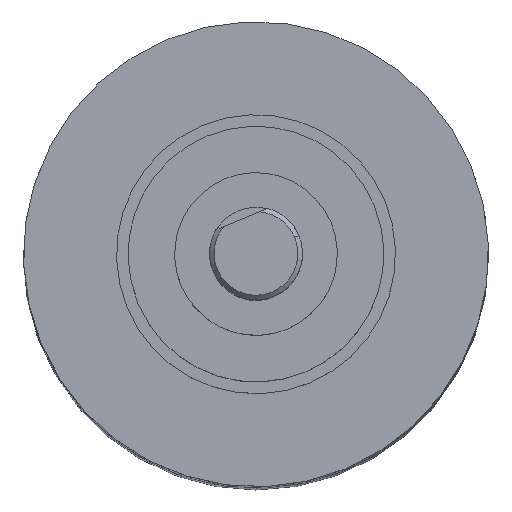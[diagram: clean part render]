
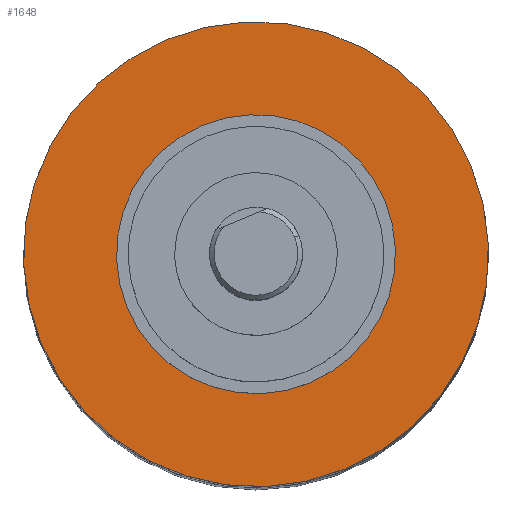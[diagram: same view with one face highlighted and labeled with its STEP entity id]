
A CAD part, top view. The second image highlights one B-rep face of the part: STEP entity #1648.
In plain terms, the highlighted planar face has unit normal (0, 0, 1).
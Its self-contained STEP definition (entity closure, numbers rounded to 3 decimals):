
#47 = CARTESIAN_POINT ( 'NONE',  ( 2.199, 19.244, 53.65 ) ) ;
#75 = VERTEX_POINT ( 'NONE', #1571 ) ;
#83 = ORIENTED_EDGE ( 'NONE', *, *, #375, .F. ) ;
#151 = DIRECTION ( 'NONE',  ( 0., 0., -1. ) ) ;
#160 = VERTEX_POINT ( 'NONE', #1149 ) ;
#185 = DIRECTION ( 'NONE',  ( -0.924, -0.383, 0. ) ) ;
#199 = CIRCLE ( 'NONE', #1016, 3. ) ;
#223 = EDGE_CURVE ( 'NONE', #160, #1555, #1292, .T. ) ;
#253 = CARTESIAN_POINT ( 'NONE',  ( 2.199, 19.244, 53.65 ) ) ;
#315 = EDGE_CURVE ( 'NONE', #809, #75, #926, .T. ) ;
#375 = EDGE_CURVE ( 'NONE', #75, #809, #1431, .T. ) ;
#484 = AXIS2_PLACEMENT_3D ( 'NONE', #965, #151, #1376 ) ;
#603 = DIRECTION ( 'NONE',  ( -0.924, -0.383, 0. ) ) ;
#615 = AXIS2_PLACEMENT_3D ( 'NONE', #47, #1004, #185 ) ;
#688 = DIRECTION ( 'NONE',  ( 0., 0., -1. ) ) ;
#706 = ORIENTED_EDGE ( 'NONE', *, *, #223, .T. ) ;
#725 = CARTESIAN_POINT ( 'NONE',  ( -0.572, 18.095, 53.65 ) ) ;
#789 = DIRECTION ( 'NONE',  ( -0.924, -0.383, 0. ) ) ;
#799 = ORIENTED_EDGE ( 'NONE', *, *, #804, .T. ) ;
#804 = EDGE_CURVE ( 'NONE', #1555, #160, #199, .T. ) ;
#809 = VERTEX_POINT ( 'NONE', #1374 ) ;
#830 = AXIS2_PLACEMENT_3D ( 'NONE', #253, #1757, #789 ) ;
#911 = EDGE_LOOP ( 'NONE', ( #799, #706 ) ) ;
#926 = CIRCLE ( 'NONE', #1226, 5. ) ;
#965 = CARTESIAN_POINT ( 'NONE',  ( 2.199, 19.244, 53.65 ) ) ;
#1004 = DIRECTION ( 'NONE',  ( 0., 0., -1. ) ) ;
#1016 = AXIS2_PLACEMENT_3D ( 'NONE', #1515, #688, #1665 ) ;
#1149 = CARTESIAN_POINT ( 'NONE',  ( 4.971, 20.393, 53.65 ) ) ;
#1194 = EDGE_LOOP ( 'NONE', ( #83, #1637 ) ) ;
#1226 = AXIS2_PLACEMENT_3D ( 'NONE', #1414, #1564, #603 ) ;
#1292 = CIRCLE ( 'NONE', #484, 3. ) ;
#1374 = CARTESIAN_POINT ( 'NONE',  ( -2.419, 17.329, 53.65 ) ) ;
#1376 = DIRECTION ( 'NONE',  ( -0.924, -0.383, 0. ) ) ;
#1385 = FACE_OUTER_BOUND ( 'NONE', #1194, .T. ) ;
#1399 = FACE_BOUND ( 'NONE', #911, .T. ) ;
#1414 = CARTESIAN_POINT ( 'NONE',  ( 2.199, 19.244, 53.65 ) ) ;
#1431 = CIRCLE ( 'NONE', #615, 5. ) ;
#1480 = PLANE ( 'NONE',  #830 ) ;
#1515 = CARTESIAN_POINT ( 'NONE',  ( 2.199, 19.244, 53.65 ) ) ;
#1555 = VERTEX_POINT ( 'NONE', #725 ) ;
#1564 = DIRECTION ( 'NONE',  ( 0., 0., -1. ) ) ;
#1571 = CARTESIAN_POINT ( 'NONE',  ( 6.818, 21.159, 53.65 ) ) ;
#1637 = ORIENTED_EDGE ( 'NONE', *, *, #315, .F. ) ;
#1648 = ADVANCED_FACE ( 'NONE', ( #1399, #1385 ), #1480, .F. ) ;
#1665 = DIRECTION ( 'NONE',  ( -0.924, -0.383, 0. ) ) ;
#1757 = DIRECTION ( 'NONE',  ( 0., 0., -1. ) ) ;
